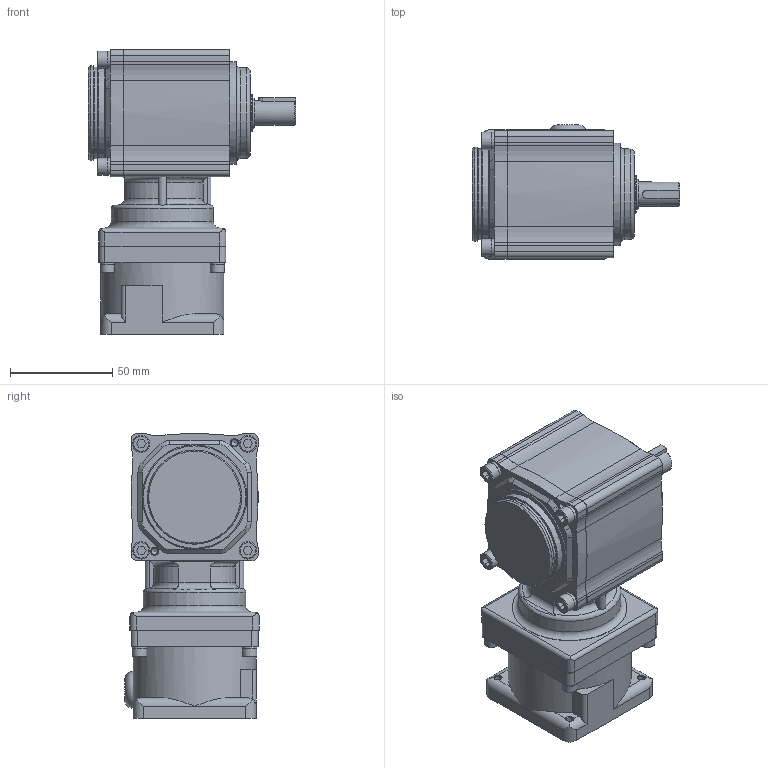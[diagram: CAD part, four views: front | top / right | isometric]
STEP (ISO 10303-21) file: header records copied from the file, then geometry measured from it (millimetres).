
FILE_DESCRIPTION( ( 'STEP AP203' ), '1' );
FILE_NAME( 'AFCZ12L-5L200S3.stp', '2019-02-22T02:25:35', ( '' ), ( '' ), ' ', 'PARTsolutions', ' ' );
FILE_SCHEMA( ( 'CONFIG_CONTROL_DESIGN' ) );
Length unit declared in the file: millimetre
Products named in the file (3): AFCZ12L-5L200S3; _AFC12L-2_Gear head; _1218F-200-S3_200W_Bracket
Assembly tree (2 placements, depth 2):
  AFCZ12L-5L200S3
    _AFC12L-2_Gear head
    _1218F-200-S3_200W_Bracket
Bounding box: 101 x 65.5 x 139 mm (x, y, z)
Volume: 439348.7 mm3; surface area: 64070.9 mm2
Topology: 2 solids, 2 shells, 412 faces, 1002 edges, 644 vertices
Faces by surface type: plane 192, cylinder 153, cone 50, torus 17
Full cylindrical faces by diameter (mm): 3.242 x6, 4 x1, 4.134 x4, 6.9 x4, 7 x9, 8.4 x4, 8.5 x8, 11 x1, 11.5 x1, 12 x1, 19 x1, 29.5 x1, 44.6 x1, 45 x1, 46 x2, 50 x3, 56 x1, 60 x1
Entity records: 12417 total; most frequent: CARTESIAN_POINT 2990, DIRECTION 1969, ORIENTED_EDGE 1766, EDGE_CURVE 883, AXIS2_PLACEMENT_3D 759, VERTEX_POINT 630, EDGE_LOOP 570, FACE_OUTER_BOUND 471
